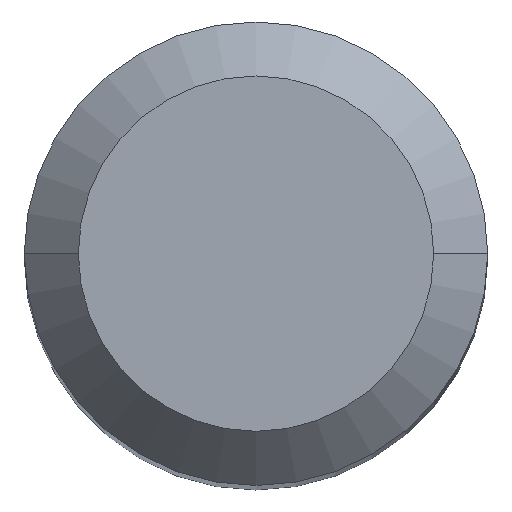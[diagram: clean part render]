
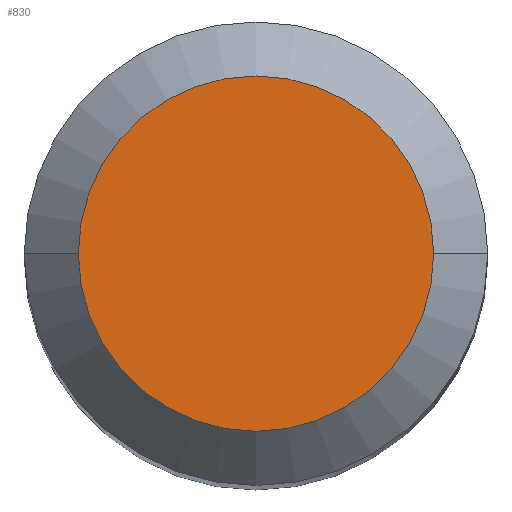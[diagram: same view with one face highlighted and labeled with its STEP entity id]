
A CAD part, top view. The second image highlights one B-rep face of the part: STEP entity #830.
In plain terms, the highlighted planar face has unit normal (0, 0, 1).
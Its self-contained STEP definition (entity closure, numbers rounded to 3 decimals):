
#1 = VERTEX_POINT ( 'NONE', #706 ) ;
#4 = DIRECTION ( 'NONE',  ( 0., 0., 1. ) ) ;
#36 = DIRECTION ( 'NONE',  ( -1., 0., 0. ) ) ;
#39 = ORIENTED_EDGE ( 'NONE', *, *, #131, .T. ) ;
#97 = PLANE ( 'NONE',  #679 ) ;
#131 = EDGE_CURVE ( 'NONE', #658, #1, #482, .T. ) ;
#192 = AXIS2_PLACEMENT_3D ( 'NONE', #526, #605, #403 ) ;
#361 = CARTESIAN_POINT ( 'NONE',  ( 0., 2.3, 0. ) ) ;
#403 = DIRECTION ( 'NONE',  ( 1., 0., 0. ) ) ;
#425 = FACE_OUTER_BOUND ( 'NONE', #514, .T. ) ;
#469 = DIRECTION ( 'NONE',  ( 1., 0., 0. ) ) ;
#482 = CIRCLE ( 'NONE', #779, 2.3 ) ;
#490 = DIRECTION ( 'NONE',  ( 0., 0., -1. ) ) ;
#512 = EDGE_CURVE ( 'NONE', #1, #658, #722, .T. ) ;
#514 = EDGE_LOOP ( 'NONE', ( #39, #800 ) ) ;
#526 = CARTESIAN_POINT ( 'NONE',  ( 0., 0., 0. ) ) ;
#605 = DIRECTION ( 'NONE',  ( 0., 0., 1. ) ) ;
#655 = CARTESIAN_POINT ( 'NONE',  ( 0., 0., 0. ) ) ;
#658 = VERTEX_POINT ( 'NONE', #827 ) ;
#679 = AXIS2_PLACEMENT_3D ( 'NONE', #361, #490, #36 ) ;
#706 = CARTESIAN_POINT ( 'NONE',  ( 2.3, 0., 0. ) ) ;
#722 = CIRCLE ( 'NONE', #192, 2.3 ) ;
#779 = AXIS2_PLACEMENT_3D ( 'NONE', #655, #4, #469 ) ;
#800 = ORIENTED_EDGE ( 'NONE', *, *, #512, .T. ) ;
#827 = CARTESIAN_POINT ( 'NONE',  ( -2.3, 0., 0. ) ) ;
#830 = ADVANCED_FACE ( 'NONE', ( #425 ), #97, .F. ) ;
